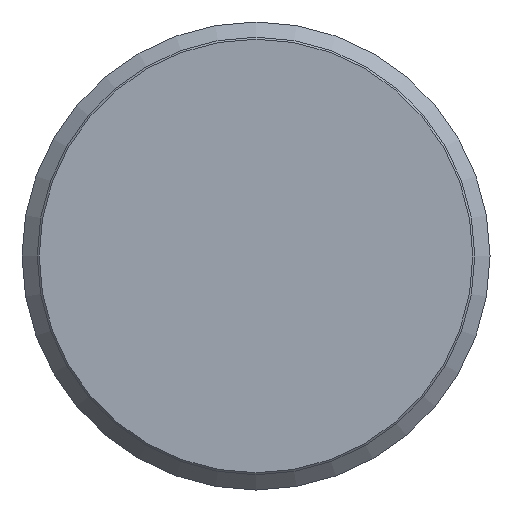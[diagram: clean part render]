
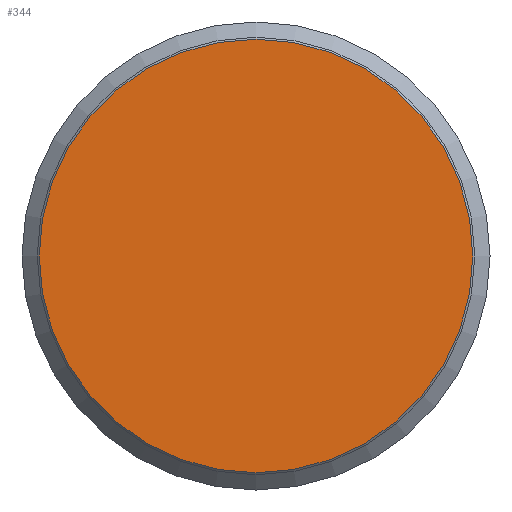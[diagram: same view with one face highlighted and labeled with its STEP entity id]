
A CAD part, front view. The second image highlights one B-rep face of the part: STEP entity #344.
In plain terms, the highlighted planar face has unit normal (0, -1, 0).
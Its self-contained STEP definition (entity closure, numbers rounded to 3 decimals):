
#91=FACE_OUTER_BOUND('',#118,.T.);
#118=EDGE_LOOP('',(#287));
#140=CIRCLE('',#411,22.05);
#164=VERTEX_POINT('',#609);
#205=EDGE_CURVE('',#164,#164,#140,.T.);
#287=ORIENTED_EDGE('',*,*,#205,.F.);
#297=PLANE('',#412);
#344=ADVANCED_FACE('',(#91),#297,.F.);
#411=AXIS2_PLACEMENT_3D('',#611,#520,#521);
#412=AXIS2_PLACEMENT_3D('',#612,#522,#523);
#520=DIRECTION('center_axis',(0.,1.,0.));
#521=DIRECTION('ref_axis',(0.,0.,-1.));
#522=DIRECTION('center_axis',(0.,1.,0.));
#523=DIRECTION('ref_axis',(1.,0.,0.));
#609=CARTESIAN_POINT('',(0.,0.,-22.05));
#611=CARTESIAN_POINT('Origin',(0.,0.,0.));
#612=CARTESIAN_POINT('Origin',(0.,0.,22.05));
